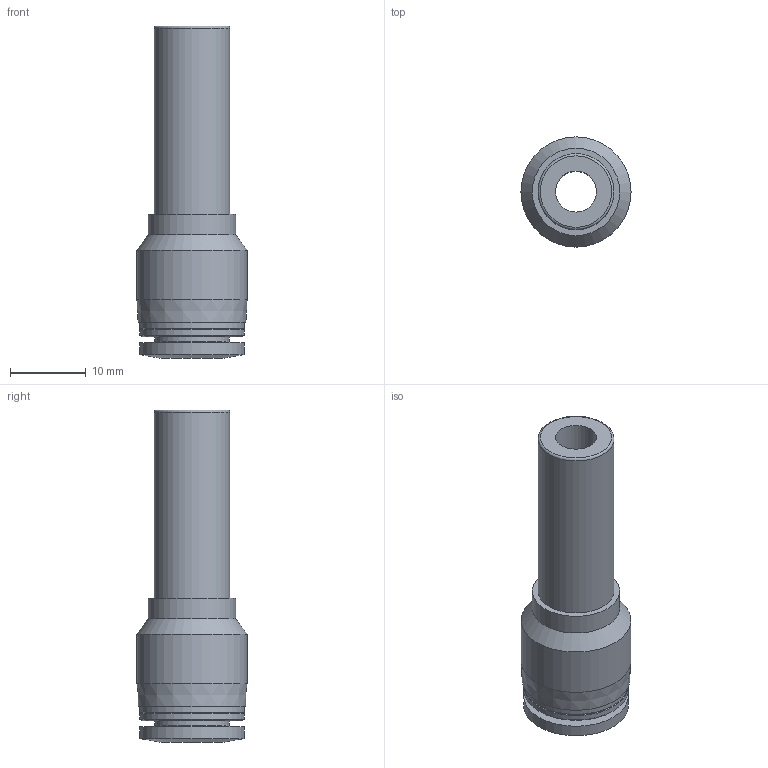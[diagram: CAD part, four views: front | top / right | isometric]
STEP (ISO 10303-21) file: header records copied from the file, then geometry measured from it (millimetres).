
FILE_DESCRIPTION(/* description */ ('STEP AP214'),/* implementation_level */ '2;1');
FILE_NAME(/* name */ '133137_NPQP-D-Q8-S10-FD-P10',/* time_stamp */ '2024-09-13T07:24:49+02:00',/* author */ ('License CC BY-ND 4.0'),/* organization */ ('CADENAS'),/* preprocessor_version */ 'ST-DEVELOPER v19.3',/* originating_system */ 'PARTsolutions',/* authorisation */ ' ');
FILE_SCHEMA (('AUTOMOTIVE_DESIGN {1 0 10303 214 3 1 1}'));
Length unit declared in the file: millimetre
Products named in the file (1): 133137 NPQP-D-Q8-S10-FD-P10
Bounding box: 14.5 x 14.5 x 43.7 mm (x, y, z)
Volume: 3175.7 mm3; surface area: 2827.2 mm2
Topology: 1 solids, 1 shells, 24 faces, 42 edges, 24 vertices
Faces by surface type: cylinder 9, plane 6, cone 6, torus 3
Full cylindrical faces by diameter (mm): 5.4 x1, 8 x1, 9.8 x1, 10 x1, 11.5 x1, 13.8 x3, 14.5 x1
Entity records: 518 total; most frequent: DIRECTION 98, CARTESIAN_POINT 73, AXIS2_PLACEMENT_3D 49, ORIENTED_EDGE 48, EDGE_LOOP 48, FACE_BOUND 48, EDGE_CURVE 24, VERTEX_POINT 24
